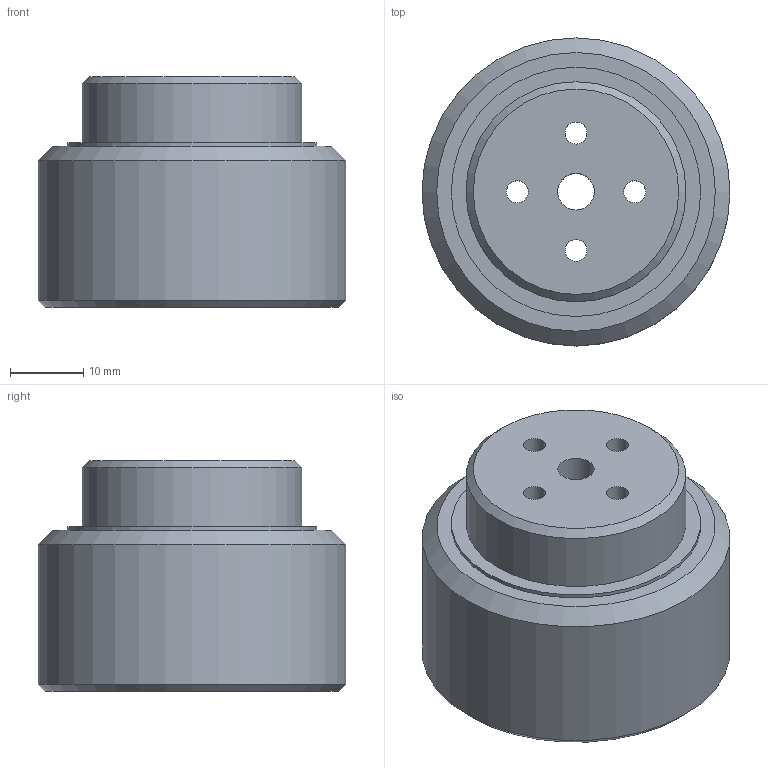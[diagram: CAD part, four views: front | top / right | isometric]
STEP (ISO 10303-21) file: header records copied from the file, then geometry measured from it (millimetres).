
FILE_DESCRIPTION(/* description */ (''),/* implementation_level */ '2;1');
FILE_NAME(/* name */ 'Ring_Gear_Output.step',/* time_stamp */ '2022-01-11T15:44:52-05:00',/* author */ (''),/* organization */ (''),/* preprocessor_version */ 'ST-DEVELOPER v18.1',/* originating_system */ 'Autodesk Translation Framework v10.10.0.1391',/* authorisation */ '');
FILE_SCHEMA (('AUTOMOTIVE_DESIGN { 1 0 10303 214 3 1 1 }'));
Length unit declared in the file: millimetre
Products named in the file (1): FusionComponent
Bounding box: 42 x 42 x 31.5 mm (x, y, z)
Volume: 17675.5 mm3; surface area: 9986.7 mm2
Topology: 1 solids, 1 shells, 290 faces, 844 edges, 561 vertices
Faces by surface type: cylinder 130, bspline 120, plane 35, cone 5
Full cylindrical faces by diameter (mm): 3 x4, 5 x1, 9 x1, 30 x1, 34 x1, 35 x1, 42 x1
Entity records: 11836 total; most frequent: CARTESIAN_POINT 4722, ORIENTED_EDGE 1688, DIRECTION 1201, EDGE_CURVE 844, VERTEX_POINT 561, AXIS2_PLACEMENT_3D 439, LINE 323, VECTOR 323
